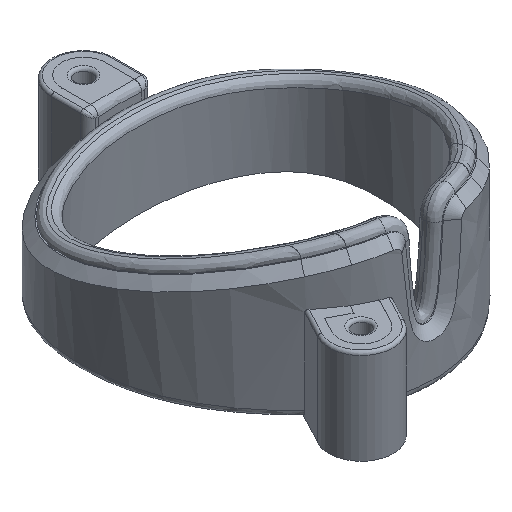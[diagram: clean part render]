
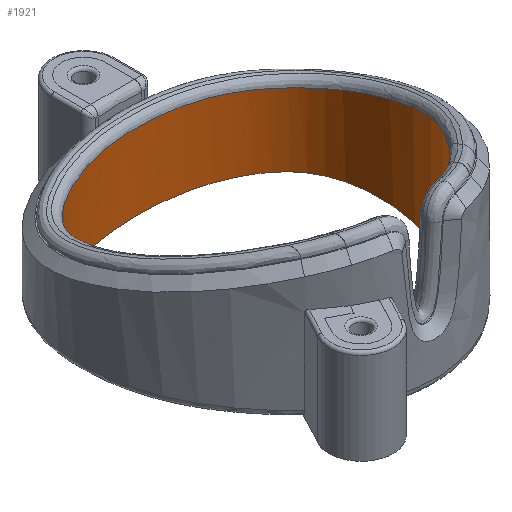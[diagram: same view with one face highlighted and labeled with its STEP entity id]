
A CAD part, isometric view. The second image highlights one B-rep face of the part: STEP entity #1921.
In plain terms, the highlighted free-form (B-spline) face has degree [3, 1] with [21, 2] control points.
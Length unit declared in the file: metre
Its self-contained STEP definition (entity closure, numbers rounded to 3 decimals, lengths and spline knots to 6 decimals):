
#187=B_SPLINE_CURVE_WITH_KNOTS('',3,(#3456,#3457,#3458,#3459,#3460,#3461,
#3462,#3463,#3464,#3465,#3466,#3467,#3468,#3469,#3470,#3471,#3472,#3473,
#3474,#3475,#3476,#3477,#3478,#3479,#3480,#3481,#3482,#3483,#3484,#3485),
 .UNSPECIFIED.,.F.,.F.,(4,1,1,1,1,1,1,1,1,1,1,1,1,1,1,1,1,1,1,1,1,1,1,1,
1,1,1,4),(0.,0.005739,0.011479,0.014348,
0.017218,0.020088,0.022957,0.025827,
0.028697,0.031566,0.034436,0.037306,
0.040176,0.045915,0.048785,0.051654,
0.054524,0.057394,0.060263,0.063133,
0.066003,0.068872,0.071742,0.074612,
0.080351,0.083221,0.08609,0.09183),
 .UNSPECIFIED.);
#188=B_SPLINE_CURVE_WITH_KNOTS('',3,(#3489,#3490,#3491,#3492,#3493,#3494,
#3495,#3496,#3497,#3498,#3499,#3500,#3501),.UNSPECIFIED.,.T.,.F.,(1,3,1,
1,1,1,1,1,1,1,1,3,1),(-0.120571,0.,0.120571,0.217595,
0.31462,0.418791,0.5,0.581209,0.68538,
0.782405,0.879429,1.,1.120571),.UNSPECIFIED.);
#432=ORIENTED_EDGE('',*,*,#968,.F.);
#433=ORIENTED_EDGE('',*,*,#969,.T.);
#434=ORIENTED_EDGE('',*,*,#970,.T.);
#435=ORIENTED_EDGE('',*,*,#971,.F.);
#968=EDGE_CURVE('',#1245,#1246,#1409,.T.);
#969=EDGE_CURVE('',#1245,#1247,#187,.T.);
#970=EDGE_CURVE('',#1247,#1248,#1410,.T.);
#971=EDGE_CURVE('',#1246,#1248,#188,.T.);
#1245=VERTEX_POINT('',#3454);
#1246=VERTEX_POINT('',#3455);
#1247=VERTEX_POINT('',#3486);
#1248=VERTEX_POINT('',#3488);
#1409=LINE('',#3453,#1515);
#1410=LINE('',#3487,#1516);
#1515=VECTOR('',#2238,1.);
#1516=VECTOR('',#2239,1.);
#1632=EDGE_LOOP('',(#432,#433,#434,#435));
#1761=FACE_BOUND('',#1632,.T.);
#1863=B_SPLINE_SURFACE_WITH_KNOTS('',3,1,((#3411,#3412),(#3413,#3414),(#3415,
#3416),(#3417,#3418),(#3419,#3420),(#3421,#3422),(#3423,#3424),(#3425,#3426),
(#3427,#3428),(#3429,#3430),(#3431,#3432),(#3433,#3434),(#3435,#3436),(#3437,
#3438),(#3439,#3440),(#3441,#3442),(#3443,#3444),(#3445,#3446),(#3447,#3448),
(#3449,#3450),(#3451,#3452)),.SURF_OF_LINEAR_EXTRUSION.,.F.,.F.,.F.,(4,
1,1,1,1,1,1,1,1,1,1,1,1,1,1,1,1,1,4),(2,2),(0.634961,0.680591,
0.726221,0.77185,0.81748,0.86311,
0.885925,0.90874,0.95437,1.,
1.04563,1.09126,1.114075,1.13689,1.18252,
1.22815,1.273779,1.319409,1.365039),(0.,
1.),.UNSPECIFIED.);
#1921=ADVANCED_FACE('',(#1761),#1863,.T.);
#2238=DIRECTION('',(0.,0.,-1.));
#2239=DIRECTION('',(0.,0.,-1.));
#3411=CARTESIAN_POINT('',(0.01201,-0.012608,0.017447));
#3412=CARTESIAN_POINT('',(0.01201,-0.012608,0.));
#3413=CARTESIAN_POINT('',(0.013281,-0.011217,0.017447));
#3414=CARTESIAN_POINT('',(0.013281,-0.011217,0.));
#3415=CARTESIAN_POINT('',(0.015618,-0.008122,0.017447));
#3416=CARTESIAN_POINT('',(0.015618,-0.008122,0.));
#3417=CARTESIAN_POINT('',(0.017842,-0.003398,0.017447));
#3418=CARTESIAN_POINT('',(0.017842,-0.003398,0.));
#3419=CARTESIAN_POINT('',(0.018837,0.001457,0.017447));
#3420=CARTESIAN_POINT('',(0.018837,0.001457,0.));
#3421=CARTESIAN_POINT('',(0.018822,0.006692,0.017447));
#3422=CARTESIAN_POINT('',(0.018822,0.006692,0.));
#3423=CARTESIAN_POINT('',(0.017504,0.010848,0.017447));
#3424=CARTESIAN_POINT('',(0.017504,0.010848,0.));
#3425=CARTESIAN_POINT('',(0.015259,0.01361,0.017447));
#3426=CARTESIAN_POINT('',(0.015259,0.01361,0.));
#3427=CARTESIAN_POINT('',(0.012171,0.015894,0.017447));
#3428=CARTESIAN_POINT('',(0.012171,0.015894,0.));
#3429=CARTESIAN_POINT('',(0.007088,0.017847,0.017447));
#3430=CARTESIAN_POINT('',(0.007088,0.017847,0.));
#3431=CARTESIAN_POINT('',(0.,0.018656,0.017447));
#3432=CARTESIAN_POINT('',(0.,0.018656,0.));
#3433=CARTESIAN_POINT('',(-0.007088,0.017847,0.017447));
#3434=CARTESIAN_POINT('',(-0.007088,0.017847,0.));
#3435=CARTESIAN_POINT('',(-0.012171,0.015894,0.017447));
#3436=CARTESIAN_POINT('',(-0.012171,0.015894,0.));
#3437=CARTESIAN_POINT('',(-0.015259,0.01361,0.017447));
#3438=CARTESIAN_POINT('',(-0.015259,0.01361,0.));
#3439=CARTESIAN_POINT('',(-0.017504,0.010848,0.017447));
#3440=CARTESIAN_POINT('',(-0.017504,0.010848,0.));
#3441=CARTESIAN_POINT('',(-0.018822,0.006692,0.017447));
#3442=CARTESIAN_POINT('',(-0.018822,0.006692,0.));
#3443=CARTESIAN_POINT('',(-0.018837,0.001457,0.017447));
#3444=CARTESIAN_POINT('',(-0.018837,0.001457,0.));
#3445=CARTESIAN_POINT('',(-0.017842,-0.003398,0.017447));
#3446=CARTESIAN_POINT('',(-0.017842,-0.003398,0.));
#3447=CARTESIAN_POINT('',(-0.015618,-0.008122,0.017447));
#3448=CARTESIAN_POINT('',(-0.015618,-0.008122,0.));
#3449=CARTESIAN_POINT('',(-0.013281,-0.011217,0.017447));
#3450=CARTESIAN_POINT('',(-0.013281,-0.011217,0.));
#3451=CARTESIAN_POINT('',(-0.01201,-0.012608,0.017447));
#3452=CARTESIAN_POINT('',(-0.01201,-0.012608,0.));
#3453=CARTESIAN_POINT('',(0.01201,-0.012608,0.022));
#3454=CARTESIAN_POINT('',(0.01201,-0.012608,0.017343));
#3455=CARTESIAN_POINT('',(0.01201,-0.012608,0.));
#3456=CARTESIAN_POINT('',(0.01201,-0.012608,0.017343));
#3457=CARTESIAN_POINT('',(0.01327,-0.011229,0.016853));
#3458=CARTESIAN_POINT('',(0.015512,-0.008298,0.015853));
#3459=CARTESIAN_POINT('',(0.017532,-0.00409,0.014481));
#3460=CARTESIAN_POINT('',(0.018433,-0.000563,0.013369));
#3461=CARTESIAN_POINT('',(0.018774,0.00219,0.012518));
#3462=CARTESIAN_POINT('',(0.018802,0.004952,0.011701));
#3463=CARTESIAN_POINT('',(0.018447,0.007726,0.010935));
#3464=CARTESIAN_POINT('',(0.017561,0.010427,0.010304));
#3465=CARTESIAN_POINT('',(0.015998,0.012874,0.009943));
#3466=CARTESIAN_POINT('',(0.013779,0.014787,0.009971));
#3467=CARTESIAN_POINT('',(0.011265,0.016186,0.010141));
#3468=CARTESIAN_POINT('',(0.008543,0.017208,0.010294));
#3469=CARTESIAN_POINT('',(0.004843,0.018117,0.010435));
#3470=CARTESIAN_POINT('',(0.000982,0.018476,0.01049));
#3471=CARTESIAN_POINT('',(-0.002875,0.018298,0.010463));
#3472=CARTESIAN_POINT('',(-0.005705,0.017901,0.010402));
#3473=CARTESIAN_POINT('',(-0.008476,0.017228,0.010297));
#3474=CARTESIAN_POINT('',(-0.011199,0.016216,0.010145));
#3475=CARTESIAN_POINT('',(-0.013734,0.014818,0.009974));
#3476=CARTESIAN_POINT('',(-0.015959,0.012919,0.00994));
#3477=CARTESIAN_POINT('',(-0.017542,0.010472,0.010294));
#3478=CARTESIAN_POINT('',(-0.01844,0.007758,0.010927));
#3479=CARTESIAN_POINT('',(-0.018799,0.005007,0.011685));
#3480=CARTESIAN_POINT('',(-0.018768,0.001283,0.012787));
#3481=CARTESIAN_POINT('',(-0.018114,-0.002305,0.013913));
#3482=CARTESIAN_POINT('',(-0.016735,-0.005768,0.015028));
#3483=CARTESIAN_POINT('',(-0.014971,-0.008991,0.01609));
#3484=CARTESIAN_POINT('',(-0.013272,-0.011227,0.016852));
#3485=CARTESIAN_POINT('',(-0.01201,-0.012608,0.017343));
#3486=CARTESIAN_POINT('',(-0.01201,-0.012608,0.017343));
#3487=CARTESIAN_POINT('',(-0.01201,-0.012608,0.022));
#3488=CARTESIAN_POINT('',(-0.01201,-0.012608,0.));
#3489=CARTESIAN_POINT('',(0.,0.018387,0.));
#3490=CARTESIAN_POINT('',(-0.006243,0.018387,0.));
#3491=CARTESIAN_POINT('',(-0.017509,0.014987,0.));
#3492=CARTESIAN_POINT('',(-0.019536,0.002436,0.));
#3493=CARTESIAN_POINT('',(-0.016621,-0.007891,0.));
#3494=CARTESIAN_POINT('',(-0.007874,-0.0175,0.));
#3495=CARTESIAN_POINT('',(0.,-0.019254,0.));
#3496=CARTESIAN_POINT('',(0.007874,-0.0175,0.));
#3497=CARTESIAN_POINT('',(0.016621,-0.007891,0.));
#3498=CARTESIAN_POINT('',(0.019536,0.002436,0.));
#3499=CARTESIAN_POINT('',(0.017509,0.014987,0.));
#3500=CARTESIAN_POINT('',(0.006243,0.018387,0.));
#3501=CARTESIAN_POINT('',(0.,0.018387,0.));
